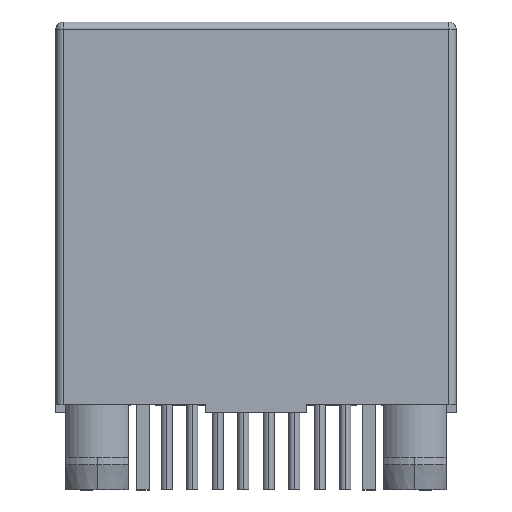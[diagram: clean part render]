
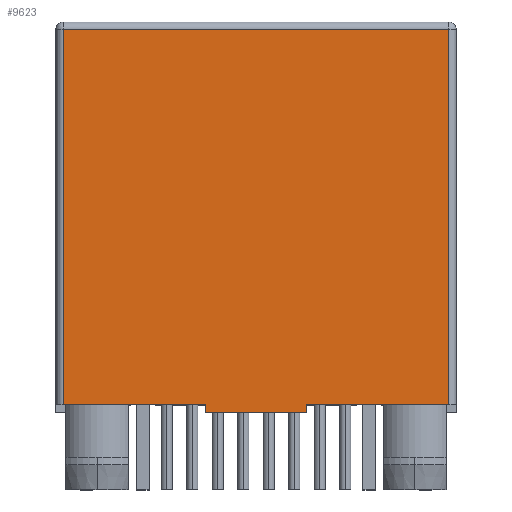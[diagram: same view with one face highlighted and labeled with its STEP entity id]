
A CAD part, top view. The second image highlights one B-rep face of the part: STEP entity #9623.
In plain terms, the highlighted planar face has unit normal (0, 0, 1).
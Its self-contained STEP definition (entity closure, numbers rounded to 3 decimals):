
#1790=DIRECTION('',(1.,0.,0.));
#1791=VECTOR('',#1790,5.705);
#1792=CARTESIAN_POINT('',(-7.705,0.3,6.425));
#1793=LINE('',#1792,#1791);
#2537=DIRECTION('',(0.,1.,0.));
#2538=VECTOR('',#2537,15.);
#2539=CARTESIAN_POINT('',(-7.705,0.3,6.425));
#2540=LINE('',#2539,#2538);
#2541=DIRECTION('',(1.,0.,0.));
#2542=VECTOR('',#2541,15.41);
#2543=CARTESIAN_POINT('',(-7.705,15.3,6.425));
#2544=LINE('',#2543,#2542);
#2545=DIRECTION('',(0.,-1.,0.));
#2546=VECTOR('',#2545,15.);
#2547=CARTESIAN_POINT('',(7.705,15.3,6.425));
#2548=LINE('',#2547,#2546);
#2549=DIRECTION('',(-1.,0.,0.));
#2550=VECTOR('',#2549,5.705);
#2551=CARTESIAN_POINT('',(7.705,0.3,6.425));
#2552=LINE('',#2551,#2550);
#4206=DIRECTION('',(0.,-1.,0.));
#4207=VECTOR('',#4206,0.3);
#4208=CARTESIAN_POINT('',(2.,0.3,6.425));
#4209=LINE('',#4208,#4207);
#4214=DIRECTION('',(-1.,0.,0.));
#4215=VECTOR('',#4214,4.);
#4216=CARTESIAN_POINT('',(2.,0.,6.425));
#4217=LINE('',#4216,#4215);
#4226=DIRECTION('',(0.,1.,0.));
#4227=VECTOR('',#4226,0.3);
#4228=CARTESIAN_POINT('',(-2.,0.,6.425));
#4229=LINE('',#4228,#4227);
#5302=CARTESIAN_POINT('',(-2.,0.,6.425));
#5303=CARTESIAN_POINT('',(-2.,0.3,6.425));
#5304=VERTEX_POINT('',#5302);
#5305=VERTEX_POINT('',#5303);
#5564=CARTESIAN_POINT('',(2.,0.,6.425));
#5565=VERTEX_POINT('',#5564);
#5675=CARTESIAN_POINT('',(2.,0.3,6.425));
#5676=VERTEX_POINT('',#5675);
#6509=CARTESIAN_POINT('',(7.705,15.3,6.425));
#6510=VERTEX_POINT('',#6509);
#6512=CARTESIAN_POINT('',(7.705,0.3,6.425));
#6514=VERTEX_POINT('',#6512);
#6523=CARTESIAN_POINT('',(-7.705,0.3,6.425));
#6525=VERTEX_POINT('',#6523);
#6529=CARTESIAN_POINT('',(-7.705,15.3,6.425));
#6530=VERTEX_POINT('',#6529);
#9603=CARTESIAN_POINT('',(0.,7.65,6.425));
#9604=DIRECTION('',(0.,0.,1.));
#9605=DIRECTION('',(1.,0.,0.));
#9606=AXIS2_PLACEMENT_3D('',#9603,#9604,#9605);
#9607=PLANE('',#9606);
#9608=ORIENTED_EDGE('',*,*,#8537,.T.);
#9610=ORIENTED_EDGE('',*,*,#9609,.T.);
#9612=ORIENTED_EDGE('',*,*,#9611,.T.);
#9613=ORIENTED_EDGE('',*,*,#8556,.T.);
#9615=ORIENTED_EDGE('',*,*,#9614,.T.);
#9617=ORIENTED_EDGE('',*,*,#9616,.T.);
#9619=ORIENTED_EDGE('',*,*,#9618,.T.);
#9620=ORIENTED_EDGE('',*,*,#8548,.F.);
#9621=EDGE_LOOP('',(#9608,#9610,#9612,#9613,#9615,#9617,#9619,#9620));
#9622=FACE_OUTER_BOUND('',#9621,.F.);
#9623=ADVANCED_FACE('',(#9622),#9607,.T.);
#8537=EDGE_CURVE('',#6525,#6530,#2540,.T.);
#8548=EDGE_CURVE('',#6525,#5305,#1793,.T.);
#8556=EDGE_CURVE('',#6514,#5676,#2552,.T.);
#9609=EDGE_CURVE('',#6530,#6510,#2544,.T.);
#9611=EDGE_CURVE('',#6510,#6514,#2548,.T.);
#9614=EDGE_CURVE('',#5676,#5565,#4209,.T.);
#9616=EDGE_CURVE('',#5565,#5304,#4217,.T.);
#9618=EDGE_CURVE('',#5304,#5305,#4229,.T.);
